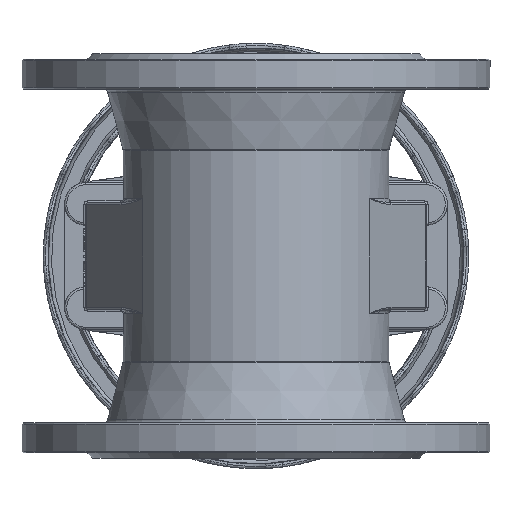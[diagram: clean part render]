
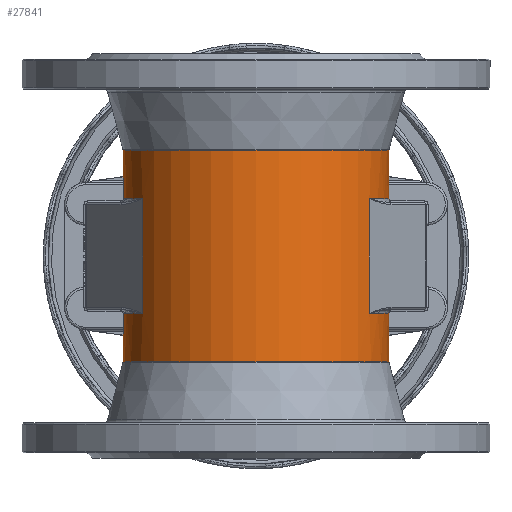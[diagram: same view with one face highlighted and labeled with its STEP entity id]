
A CAD part, front view. The second image highlights one B-rep face of the part: STEP entity #27841.
In plain terms, the highlighted cylindrical face has radius 62.5 mm (diameter 125 mm), a full revolution.
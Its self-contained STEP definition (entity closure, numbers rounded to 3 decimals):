
#2418=CYLINDRICAL_SURFACE('',#29721,62.5);
#2913=LINE('',#39436,#4712);
#2914=LINE('',#39440,#4713);
#2915=LINE('',#39444,#4714);
#2916=LINE('',#39449,#4715);
#2917=LINE('',#39453,#4716);
#2918=LINE('',#39457,#4717);
#2919=LINE('',#39461,#4718);
#2920=LINE('',#39465,#4719);
#4712=VECTOR('',#32370,62.5);
#4713=VECTOR('',#32373,10.);
#4714=VECTOR('',#32376,62.5);
#4715=VECTOR('',#32381,10.);
#4716=VECTOR('',#32384,10.);
#4717=VECTOR('',#32387,10.);
#4718=VECTOR('',#32390,10.);
#4719=VECTOR('',#32393,10.);
#6571=FACE_OUTER_BOUND('',#8192,.T.);
#8192=EDGE_LOOP('',(#18127,#18128,#18129,#18130,#18131,#18132,#18133,#18134,
#18135,#18136,#18137,#18138,#18139,#18140,#18141,#18142,#18143,#18144,#18145,
#18146,#18147));
#9967=CIRCLE('',#29716,62.5);
#9968=CIRCLE('',#29717,62.5);
#9971=CIRCLE('',#29722,62.5);
#9972=CIRCLE('',#29723,62.5);
#9973=CIRCLE('',#29724,62.5);
#9974=CIRCLE('',#29725,62.5);
#9975=CIRCLE('',#29726,62.5);
#9976=CIRCLE('',#29727,62.5);
#9977=CIRCLE('',#29728,62.5);
#9978=CIRCLE('',#29729,62.5);
#9979=CIRCLE('',#29730,62.5);
#11247=VERTEX_POINT('',#39423);
#11248=VERTEX_POINT('',#39425);
#11251=VERTEX_POINT('',#39435);
#11252=VERTEX_POINT('',#39437);
#11253=VERTEX_POINT('',#39439);
#11254=VERTEX_POINT('',#39441);
#11255=VERTEX_POINT('',#39443);
#11256=VERTEX_POINT('',#39446);
#11257=VERTEX_POINT('',#39448);
#11258=VERTEX_POINT('',#39450);
#11259=VERTEX_POINT('',#39452);
#11260=VERTEX_POINT('',#39454);
#11261=VERTEX_POINT('',#39456);
#11262=VERTEX_POINT('',#39458);
#11263=VERTEX_POINT('',#39460);
#11264=VERTEX_POINT('',#39462);
#11265=VERTEX_POINT('',#39464);
#13925=EDGE_CURVE('',#11247,#11248,#9967,.T.);
#13926=EDGE_CURVE('',#11248,#11247,#9968,.T.);
#13930=EDGE_CURVE('',#11248,#11251,#2913,.T.);
#13931=EDGE_CURVE('',#11251,#11252,#9971,.T.);
#13932=EDGE_CURVE('',#11253,#11252,#2914,.T.);
#13933=EDGE_CURVE('',#11254,#11253,#9972,.T.);
#13934=EDGE_CURVE('',#11254,#11255,#2915,.T.);
#13935=EDGE_CURVE('',#11255,#11255,#9973,.T.);
#13936=EDGE_CURVE('',#11256,#11254,#9974,.T.);
#13937=EDGE_CURVE('',#11257,#11256,#2916,.T.);
#13938=EDGE_CURVE('',#11258,#11257,#9975,.T.);
#13939=EDGE_CURVE('',#11259,#11258,#2917,.T.);
#13940=EDGE_CURVE('',#11260,#11259,#9976,.T.);
#13941=EDGE_CURVE('',#11260,#11261,#2918,.T.);
#13942=EDGE_CURVE('',#11261,#11262,#9977,.T.);
#13943=EDGE_CURVE('',#11262,#11263,#2919,.T.);
#13944=EDGE_CURVE('',#11263,#11264,#9978,.T.);
#13945=EDGE_CURVE('',#11264,#11265,#2920,.T.);
#13946=EDGE_CURVE('',#11265,#11251,#9979,.T.);
#18127=ORIENTED_EDGE('',*,*,#13926,.F.);
#18128=ORIENTED_EDGE('',*,*,#13930,.T.);
#18129=ORIENTED_EDGE('',*,*,#13931,.T.);
#18130=ORIENTED_EDGE('',*,*,#13932,.F.);
#18131=ORIENTED_EDGE('',*,*,#13933,.F.);
#18132=ORIENTED_EDGE('',*,*,#13934,.T.);
#18133=ORIENTED_EDGE('',*,*,#13935,.F.);
#18134=ORIENTED_EDGE('',*,*,#13934,.F.);
#18135=ORIENTED_EDGE('',*,*,#13936,.F.);
#18136=ORIENTED_EDGE('',*,*,#13937,.F.);
#18137=ORIENTED_EDGE('',*,*,#13938,.F.);
#18138=ORIENTED_EDGE('',*,*,#13939,.F.);
#18139=ORIENTED_EDGE('',*,*,#13940,.F.);
#18140=ORIENTED_EDGE('',*,*,#13941,.T.);
#18141=ORIENTED_EDGE('',*,*,#13942,.T.);
#18142=ORIENTED_EDGE('',*,*,#13943,.T.);
#18143=ORIENTED_EDGE('',*,*,#13944,.T.);
#18144=ORIENTED_EDGE('',*,*,#13945,.T.);
#18145=ORIENTED_EDGE('',*,*,#13946,.T.);
#18146=ORIENTED_EDGE('',*,*,#13930,.F.);
#18147=ORIENTED_EDGE('',*,*,#13925,.F.);
#27841=ADVANCED_FACE('',(#6571),#2418,.T.);
#29716=AXIS2_PLACEMENT_3D('',#39426,#32357,#32358);
#29717=AXIS2_PLACEMENT_3D('',#39427,#32359,#32360);
#29721=AXIS2_PLACEMENT_3D('',#39434,#32368,#32369);
#29722=AXIS2_PLACEMENT_3D('',#39438,#32371,#32372);
#29723=AXIS2_PLACEMENT_3D('',#39442,#32374,#32375);
#29724=AXIS2_PLACEMENT_3D('',#39445,#32377,#32378);
#29725=AXIS2_PLACEMENT_3D('',#39447,#32379,#32380);
#29726=AXIS2_PLACEMENT_3D('',#39451,#32382,#32383);
#29727=AXIS2_PLACEMENT_3D('',#39455,#32385,#32386);
#29728=AXIS2_PLACEMENT_3D('',#39459,#32388,#32389);
#29729=AXIS2_PLACEMENT_3D('',#39463,#32391,#32392);
#29730=AXIS2_PLACEMENT_3D('',#39466,#32394,#32395);
#32357=DIRECTION('center_axis',(0.,0.,-1.));
#32358=DIRECTION('ref_axis',(-1.,0.,0.));
#32359=DIRECTION('center_axis',(0.,0.,-1.));
#32360=DIRECTION('ref_axis',(-1.,0.,0.));
#32368=DIRECTION('center_axis',(0.,0.,-1.));
#32369=DIRECTION('ref_axis',(-1.,0.,0.));
#32370=DIRECTION('',(0.,0.,1.));
#32371=DIRECTION('center_axis',(0.,0.,-1.));
#32372=DIRECTION('ref_axis',(0.94,0.341,0.));
#32373=DIRECTION('',(0.,0.,-1.));
#32374=DIRECTION('center_axis',(0.,0.,-1.));
#32375=DIRECTION('ref_axis',(0.94,0.341,0.));
#32376=DIRECTION('',(0.,0.,1.));
#32377=DIRECTION('center_axis',(0.,0.,1.));
#32378=DIRECTION('ref_axis',(-1.,0.,0.));
#32379=DIRECTION('center_axis',(0.,0.,-1.));
#32380=DIRECTION('ref_axis',(0.94,0.341,0.));
#32381=DIRECTION('',(0.,0.,-1.));
#32382=DIRECTION('center_axis',(0.,0.,-1.));
#32383=DIRECTION('ref_axis',(0.,1.,0.));
#32384=DIRECTION('',(0.,0.,1.));
#32385=DIRECTION('center_axis',(0.,0.,-1.));
#32386=DIRECTION('ref_axis',(-0.94,0.341,0.));
#32387=DIRECTION('',(0.,0.,-1.));
#32388=DIRECTION('center_axis',(0.,0.,-1.));
#32389=DIRECTION('ref_axis',(-0.94,0.341,0.));
#32390=DIRECTION('',(0.,0.,-1.));
#32391=DIRECTION('center_axis',(0.,0.,-1.));
#32392=DIRECTION('ref_axis',(0.,1.,0.));
#32393=DIRECTION('',(0.,0.,1.));
#32394=DIRECTION('center_axis',(0.,0.,-1.));
#32395=DIRECTION('ref_axis',(0.94,0.341,0.));
#39423=CARTESIAN_POINT('',(-62.5,0.,-141.737));
#39425=CARTESIAN_POINT('',(62.5,0.,-141.737));
#39426=CARTESIAN_POINT('Origin',(0.,0.,-141.737));
#39427=CARTESIAN_POINT('Origin',(0.,0.,-141.737));
#39434=CARTESIAN_POINT('Origin',(0.,0.,-19.));
#39435=CARTESIAN_POINT('',(62.5,0.,-119.));
#39436=CARTESIAN_POINT('',(62.5,0.,-19.));
#39437=CARTESIAN_POINT('',(53.302,-32.636,-119.));
#39438=CARTESIAN_POINT('Origin',(0.,0.,-119.));
#39439=CARTESIAN_POINT('',(53.302,-32.636,-65.));
#39440=CARTESIAN_POINT('',(53.302,-32.636,-19.));
#39441=CARTESIAN_POINT('',(62.5,0.,-65.));
#39442=CARTESIAN_POINT('Origin',(0.,0.,-65.));
#39443=CARTESIAN_POINT('',(62.5,0.,-42.263));
#39444=CARTESIAN_POINT('',(62.5,0.,-19.));
#39445=CARTESIAN_POINT('Origin',(0.,0.,-42.263));
#39446=CARTESIAN_POINT('',(21.318,58.752,-65.));
#39447=CARTESIAN_POINT('Origin',(0.,0.,-65.));
#39448=CARTESIAN_POINT('',(21.318,58.752,-60.));
#39449=CARTESIAN_POINT('',(21.318,58.752,-19.));
#39450=CARTESIAN_POINT('',(-21.318,58.752,-60.));
#39451=CARTESIAN_POINT('Origin',(0.,0.,-60.));
#39452=CARTESIAN_POINT('',(-21.318,58.752,-65.));
#39453=CARTESIAN_POINT('',(-21.318,58.752,-19.));
#39454=CARTESIAN_POINT('',(-53.302,-32.636,-65.));
#39455=CARTESIAN_POINT('Origin',(0.,0.,-65.));
#39456=CARTESIAN_POINT('',(-53.302,-32.636,-119.));
#39457=CARTESIAN_POINT('',(-53.302,-32.636,-19.));
#39458=CARTESIAN_POINT('',(-21.318,58.752,-119.));
#39459=CARTESIAN_POINT('Origin',(0.,0.,-119.));
#39460=CARTESIAN_POINT('',(-21.318,58.752,-124.));
#39461=CARTESIAN_POINT('',(-21.318,58.752,-165.));
#39462=CARTESIAN_POINT('',(21.318,58.752,-124.));
#39463=CARTESIAN_POINT('Origin',(0.,0.,-124.));
#39464=CARTESIAN_POINT('',(21.318,58.752,-119.));
#39465=CARTESIAN_POINT('',(21.318,58.752,-165.));
#39466=CARTESIAN_POINT('Origin',(0.,0.,-119.));
